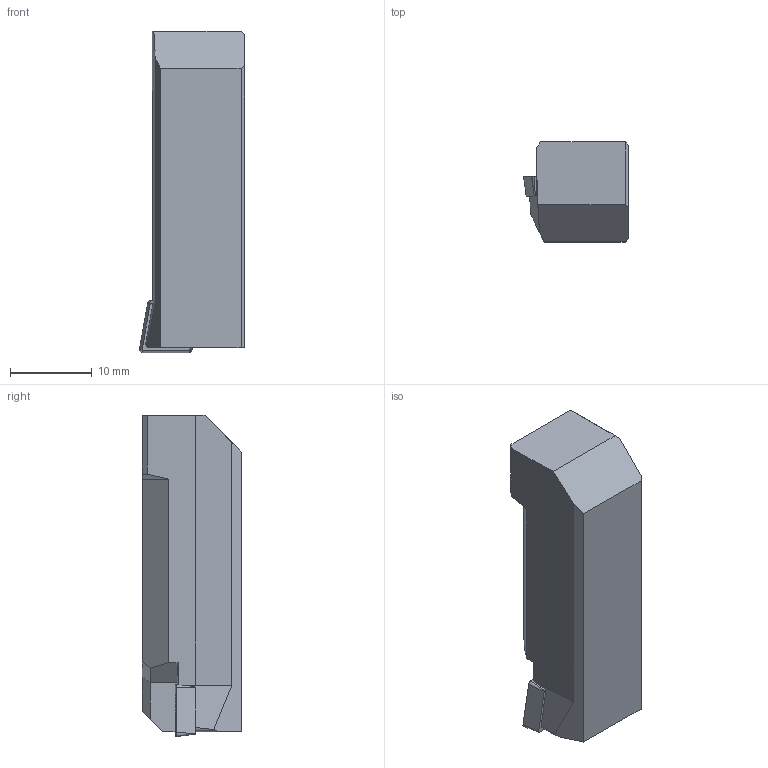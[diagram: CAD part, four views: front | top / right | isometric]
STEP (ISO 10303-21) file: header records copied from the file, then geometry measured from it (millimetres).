
FILE_DESCRIPTION(/* description */ (''),/* implementation_level */ '2;1');
FILE_NAME(/* name */ '1554985842890.stp',/* time_stamp */ '2019-04-11T14:30:56+02:00',/* author */ (''),/* organization */ ('SMS'),/* preprocessor_version */ 'ST-DEVELOPER v15',/* originating_system */ 'SIEMENS PLM Software NX 8.5',/* authorisation */ '');
FILE_SCHEMA (('AUTOMOTIVE_DESIGN { 1 0 10303 214 3 1 1 1 }'));
Length unit declared in the file: millimetre
Products named in the file (4): ASSEMBLY_CONSTRUCTION; IsoTurningInsert; 201066666mod000_00; 201067252mod000_01
Assembly tree (3 placements, depth 2):
  201067252mod000_01
    201066666mod000_00
    IsoTurningInsert
    ASSEMBLY_CONSTRUCTION
Bounding box: 12.85 x 12.2 x 39.3 mm (x, y, z)
Volume: 4810.8 mm3; surface area: 2090.3 mm2
Topology: 2 solids, 2 shells, 47 faces, 122 edges, 86 vertices
Faces by surface type: plane 33, cone 7, torus 4, cylinder 3
Full cylindrical faces by diameter (mm): 2.8 x2
Entity records: 1579 total; most frequent: CARTESIAN_POINT 300, DIRECTION 244, ORIENTED_EDGE 218, EDGE_CURVE 109, LINE 86, VECTOR 86, AXIS2_PLACEMENT_3D 79, VERTEX_POINT 75
